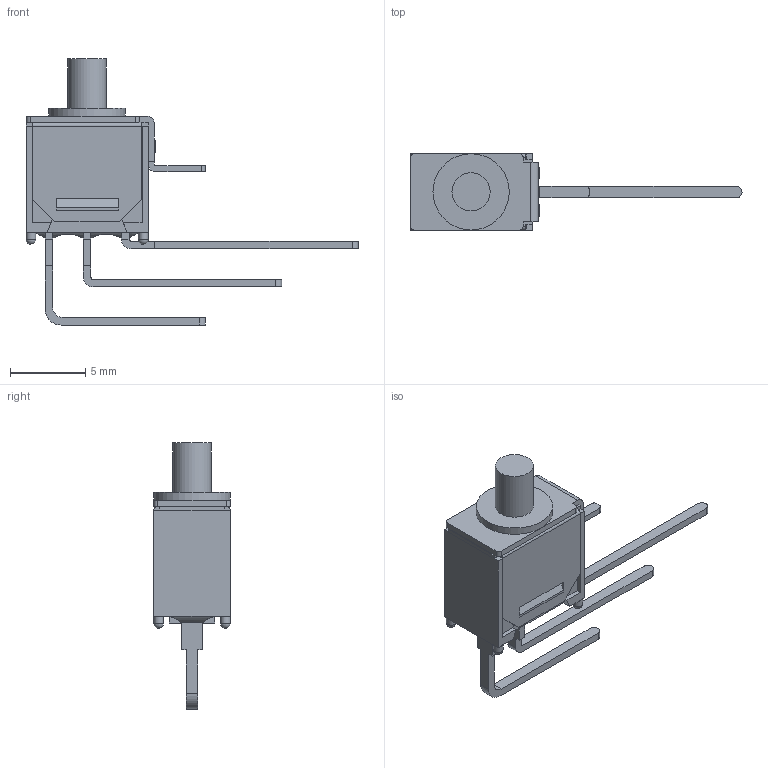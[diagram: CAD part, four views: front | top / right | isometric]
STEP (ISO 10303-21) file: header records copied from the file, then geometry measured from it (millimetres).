
FILE_DESCRIPTION(/* description */ (''),/* implementation_level */ '2;1');
FILE_NAME(/* name */ '800SPxB10M7xE.stp',/* time_stamp */ '2025-05-16T10:18:46-05:00',/* author */ ('mroman'),/* organization */ (''),/* preprocessor_version */ 'ST-DEVELOPER v18.1',/* originating_system */ 'Autodesk Inventor 2022',/* authorisation */ '');
FILE_SCHEMA (('AUTOMOTIVE_DESIGN { 1 0 10303 214 3 1 1 }'));
Length unit declared in the file: centimetre
Products named in the file (1): 800SPxB10M7xE
Bounding box: 22.1 x 5.08 x 17.72 mm (x, y, z)
Volume: 237.6 mm3; surface area: 845.5 mm2
Topology: 1 solids, 2 shells, 186 faces, 511 edges, 326 vertices
Faces by surface type: plane 145, cylinder 33, sphere 4, bspline 2, cone 2
Full cylindrical faces by diameter (mm): 0.65 x4, 2.54 x2, 5.08 x1
Entity records: 5954 total; most frequent: CARTESIAN_POINT 1160, ORIENTED_EDGE 1014, DIRECTION 955, EDGE_CURVE 507, LINE 413, VECTOR 413, VERTEX_POINT 326, AXIS2_PLACEMENT_3D 271
